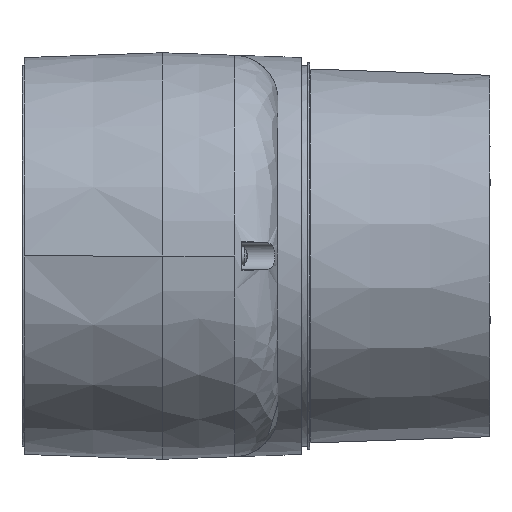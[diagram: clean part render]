
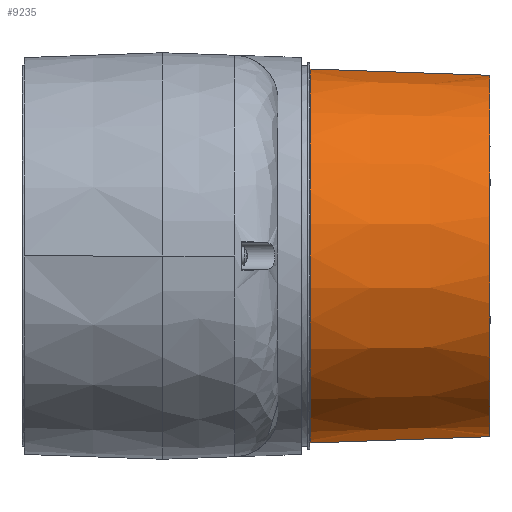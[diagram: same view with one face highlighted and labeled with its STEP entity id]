
A CAD part, front view. The second image highlights one B-rep face of the part: STEP entity #9235.
In plain terms, the highlighted conical face has half-angle 2.008 degrees and reference radius 85.109 mm.
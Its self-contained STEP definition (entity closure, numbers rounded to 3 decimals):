
#1062 = ORIENTED_EDGE ( 'NONE', *, *, #23763, .F. ) ;
#1180 = CARTESIAN_POINT ( 'NONE',  ( 215., 308.785, -71.372 ) ) ;
#1313 = CARTESIAN_POINT ( 'NONE',  ( 215., 323.501, -78.041 ) ) ;
#1533 = DIRECTION ( 'NONE',  ( -1., 0., 0. ) ) ;
#1779 = VERTEX_POINT ( 'NONE', #23203 ) ;
#2269 = B_SPLINE_CURVE_WITH_KNOTS ( 'NONE', 3,
 ( #10869, #8982, #9246, #2917, #1313, #16950, #1180, #6861, #23021, #9371, #7247, #24922, #25407, #22901, #17338, #6733, #14848, #4746, #3159, #4879, #6989, #12956, #7128, #17071, #15104, #21150, #3039, #19158, #17208, #25296, #15226, #23284, #17704, #19678 ),
 .UNSPECIFIED., .F., .F.,
 ( 4, 2, 2, 2, 2, 2, 2, 2, 2, 2, 2, 2, 2, 2, 2, 2, 4 ),
 ( 0., 0.063, 0.125, 0.188, 0.25, 0.313, 0.375, 0.438, 0.5, 0.563, 0.625, 0.688, 0.75, 0.813, 0.875, 0.938, 1. ),
 .UNSPECIFIED. ) ;
#2445 = VERTEX_POINT ( 'NONE', #15152 ) ;
#2492 = CONICAL_SURFACE ( 'NONE', #3718, 85.109, 0.035 ) ;
#2640 = FACE_OUTER_BOUND ( 'NONE', #13709, .T. ) ;
#2917 = CARTESIAN_POINT ( 'NONE',  ( 215., 328.676, -79.611 ) ) ;
#3039 = CARTESIAN_POINT ( 'NONE',  ( 215., 299.834, 65.391 ) ) ;
#3159 = CARTESIAN_POINT ( 'NONE',  ( 215., 268.289, 10.765 ) ) ;
#3551 = LINE ( 'NONE', #17221, #4929 ) ;
#3718 = AXIS2_PLACEMENT_3D ( 'NONE', #6445, #12816, #4470 ) ;
#4470 = DIRECTION ( 'NONE',  ( 0., 0., 1. ) ) ;
#4746 = CARTESIAN_POINT ( 'NONE',  ( 215., 267.759, 5.383 ) ) ;
#4879 = CARTESIAN_POINT ( 'NONE',  ( 215., 270.389, 21.324 ) ) ;
#4929 = VECTOR ( 'NONE', #17715, 1000. ) ;
#6445 = CARTESIAN_POINT ( 'NONE',  ( 133.221, 350., 0. ) ) ;
#6733 = CARTESIAN_POINT ( 'NONE',  ( 215., 268.289, -10.765 ) ) ;
#6859 = CARTESIAN_POINT ( 'NONE',  ( 133.221, 350., -85.109 ) ) ;
#6861 = CARTESIAN_POINT ( 'NONE',  ( 215., 299.834, -65.391 ) ) ;
#6989 = CARTESIAN_POINT ( 'NONE',  ( 215., 271.959, 26.499 ) ) ;
#7128 = CARTESIAN_POINT ( 'NONE',  ( 215., 278.628, 41.215 ) ) ;
#7247 = CARTESIAN_POINT ( 'NONE',  ( 215., 284.609, -50.166 ) ) ;
#7843 = VECTOR ( 'NONE', #9964, 1000. ) ;
#8982 = CARTESIAN_POINT ( 'NONE',  ( 215., 344.617, -82.241 ) ) ;
#9235 = ADVANCED_FACE ( 'NONE', ( #2640 ), #2492, .T. ) ;
#9246 = CARTESIAN_POINT ( 'NONE',  ( 215., 339.235, -81.711 ) ) ;
#9371 = CARTESIAN_POINT ( 'NONE',  ( 215., 288.041, -54.347 ) ) ;
#9543 = VERTEX_POINT ( 'NONE', #6859 ) ;
#9602 = DIRECTION ( 'NONE',  ( 0., 0., 1. ) ) ;
#9964 = DIRECTION ( 'NONE',  ( -0.999, 0., 0.035 ) ) ;
#10271 = CARTESIAN_POINT ( 'NONE',  ( 133.221, 350., 85.109 ) ) ;
#10869 = CARTESIAN_POINT ( 'NONE',  ( 215., 350., -82.241 ) ) ;
#11202 = AXIS2_PLACEMENT_3D ( 'NONE', #19649, #1533, #9602 ) ;
#12816 = DIRECTION ( 'NONE',  ( -1., 0., 0. ) ) ;
#12956 = CARTESIAN_POINT ( 'NONE',  ( 215., 276.079, 36.445 ) ) ;
#13709 = EDGE_LOOP ( 'NONE', ( #22191, #16402, #17163, #1062 ) ) ;
#14848 = CARTESIAN_POINT ( 'NONE',  ( 215., 267.759, -5.383 ) ) ;
#15104 = CARTESIAN_POINT ( 'NONE',  ( 215., 288.041, 54.347 ) ) ;
#15152 = CARTESIAN_POINT ( 'NONE',  ( 215., 350., 82.241 ) ) ;
#15226 = CARTESIAN_POINT ( 'NONE',  ( 215., 328.676, 79.611 ) ) ;
#15799 = LINE ( 'NONE', #25606, #7843 ) ;
#16402 = ORIENTED_EDGE ( 'NONE', *, *, #24971, .T. ) ;
#16950 = CARTESIAN_POINT ( 'NONE',  ( 215., 313.555, -73.921 ) ) ;
#17071 = CARTESIAN_POINT ( 'NONE',  ( 215., 284.609, 50.166 ) ) ;
#17163 = ORIENTED_EDGE ( 'NONE', *, *, #18539, .T. ) ;
#17208 = CARTESIAN_POINT ( 'NONE',  ( 215., 313.555, 73.921 ) ) ;
#17221 = CARTESIAN_POINT ( 'NONE',  ( 133.221, 350., -85.109 ) ) ;
#17338 = CARTESIAN_POINT ( 'NONE',  ( 215., 270.389, -21.324 ) ) ;
#17704 = CARTESIAN_POINT ( 'NONE',  ( 215., 344.617, 82.241 ) ) ;
#17715 = DIRECTION ( 'NONE',  ( -0.999, 0., -0.035 ) ) ;
#18539 = EDGE_CURVE ( 'NONE', #2445, #19052, #15799, .T. ) ;
#18663 = EDGE_CURVE ( 'NONE', #1779, #9543, #3551, .T. ) ;
#19052 = VERTEX_POINT ( 'NONE', #10271 ) ;
#19158 = CARTESIAN_POINT ( 'NONE',  ( 215., 308.785, 71.372 ) ) ;
#19649 = CARTESIAN_POINT ( 'NONE',  ( 133.221, 350., 0. ) ) ;
#19678 = CARTESIAN_POINT ( 'NONE',  ( 215., 350., 82.241 ) ) ;
#21150 = CARTESIAN_POINT ( 'NONE',  ( 215., 295.653, 61.959 ) ) ;
#22191 = ORIENTED_EDGE ( 'NONE', *, *, #18663, .F. ) ;
#22609 = CIRCLE ( 'NONE', #11202, 85.109 ) ;
#22901 = CARTESIAN_POINT ( 'NONE',  ( 215., 271.959, -26.499 ) ) ;
#23021 = CARTESIAN_POINT ( 'NONE',  ( 215., 295.653, -61.959 ) ) ;
#23203 = CARTESIAN_POINT ( 'NONE',  ( 215., 350., -82.241 ) ) ;
#23284 = CARTESIAN_POINT ( 'NONE',  ( 215., 339.235, 81.711 ) ) ;
#23763 = EDGE_CURVE ( 'NONE', #9543, #19052, #22609, .T. ) ;
#24922 = CARTESIAN_POINT ( 'NONE',  ( 215., 278.628, -41.215 ) ) ;
#24971 = EDGE_CURVE ( 'NONE', #1779, #2445, #2269, .T. ) ;
#25296 = CARTESIAN_POINT ( 'NONE',  ( 215., 323.501, 78.041 ) ) ;
#25407 = CARTESIAN_POINT ( 'NONE',  ( 215., 276.079, -36.445 ) ) ;
#25606 = CARTESIAN_POINT ( 'NONE',  ( 133.221, 350., 85.109 ) ) ;
